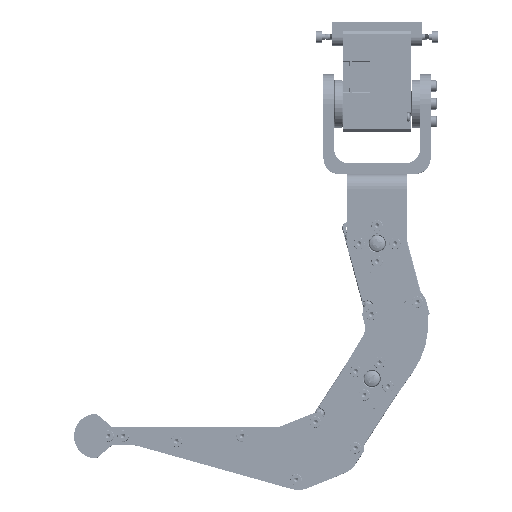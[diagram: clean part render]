
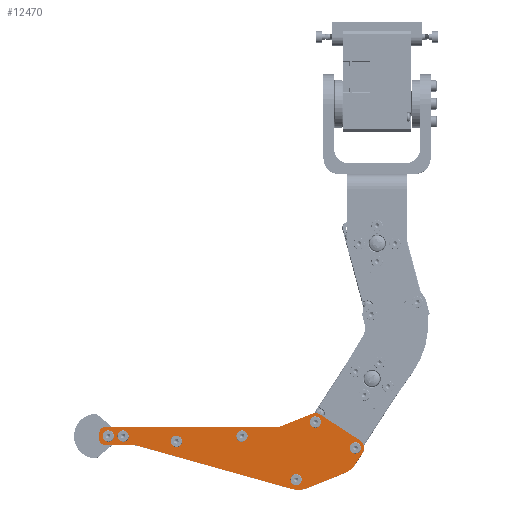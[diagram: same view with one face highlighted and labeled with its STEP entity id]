
A CAD part, top view. The second image highlights one B-rep face of the part: STEP entity #12470.
In plain terms, the highlighted face is planar.
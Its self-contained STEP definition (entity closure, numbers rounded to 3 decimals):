
#718=FACE_BOUND('',#2568,.T.);
#719=FACE_BOUND('',#2569,.T.);
#720=FACE_BOUND('',#2570,.T.);
#721=FACE_BOUND('',#2571,.T.);
#722=FACE_BOUND('',#2572,.T.);
#723=FACE_BOUND('',#2573,.T.);
#724=FACE_BOUND('',#2574,.T.);
#1120=PLANE('',#13905);
#1739=FACE_OUTER_BOUND('',#2567,.T.);
#2567=EDGE_LOOP('',(#11239,#11240,#11241,#11242,#11243,#11244,#11245,#11246,
#11247,#11248,#11249,#11250,#11251,#11252,#11253,#11254));
#2568=EDGE_LOOP('',(#11255));
#2569=EDGE_LOOP('',(#11256));
#2570=EDGE_LOOP('',(#11257));
#2571=EDGE_LOOP('',(#11258));
#2572=EDGE_LOOP('',(#11259));
#2573=EDGE_LOOP('',(#11260));
#2574=EDGE_LOOP('',(#11261));
#3709=LINE('',#20899,#4879);
#3714=LINE('',#20912,#4884);
#3717=LINE('',#20921,#4887);
#3722=LINE('',#20932,#4892);
#3725=LINE('',#20940,#4895);
#3733=LINE('',#20970,#4903);
#3735=LINE('',#20977,#4905);
#3737=LINE('',#20982,#4907);
#4879=VECTOR('',#17129,10.);
#4884=VECTOR('',#17144,10.);
#4887=VECTOR('',#17153,10.);
#4892=VECTOR('',#17164,10.);
#4895=VECTOR('',#17173,10.);
#4903=VECTOR('',#17211,10.);
#4905=VECTOR('',#17219,10.);
#4907=VECTOR('',#17227,10.);
#5383=CIRCLE('',#13853,2.);
#5398=CIRCLE('',#13871,2.);
#5399=CIRCLE('',#13873,8.);
#5400=CIRCLE('',#13876,8.);
#5401=CIRCLE('',#13879,8.);
#5402=CIRCLE('',#13882,8.);
#5403=CIRCLE('',#13885,1.);
#5404=CIRCLE('',#13887,1.);
#5405=CIRCLE('',#13889,1.);
#5406=CIRCLE('',#13891,1.);
#5407=CIRCLE('',#13893,1.);
#5408=CIRCLE('',#13895,1.);
#5409=CIRCLE('',#13897,1.);
#5410=CIRCLE('',#13900,3.);
#5411=CIRCLE('',#13903,3.);
#6430=VERTEX_POINT('',#20848);
#6431=VERTEX_POINT('',#20850);
#6453=VERTEX_POINT('',#20898);
#6454=VERTEX_POINT('',#20902);
#6455=VERTEX_POINT('',#20906);
#6456=VERTEX_POINT('',#20907);
#6457=VERTEX_POINT('',#20914);
#6458=VERTEX_POINT('',#20915);
#6459=VERTEX_POINT('',#20920);
#6460=VERTEX_POINT('',#20924);
#6461=VERTEX_POINT('',#20926);
#6462=VERTEX_POINT('',#20930);
#6463=VERTEX_POINT('',#20934);
#6464=VERTEX_POINT('',#20936);
#6465=VERTEX_POINT('',#20942);
#6466=VERTEX_POINT('',#20946);
#6467=VERTEX_POINT('',#20950);
#6468=VERTEX_POINT('',#20954);
#6469=VERTEX_POINT('',#20958);
#6470=VERTEX_POINT('',#20962);
#6471=VERTEX_POINT('',#20966);
#6472=VERTEX_POINT('',#20972);
#6473=VERTEX_POINT('',#20976);
#8028=EDGE_CURVE('',#6430,#6431,#5383,.T.);
#8052=EDGE_CURVE('',#6431,#6453,#3709,.T.);
#8054=EDGE_CURVE('',#6453,#6454,#5398,.T.);
#8056=EDGE_CURVE('',#6455,#6456,#5399,.T.);
#8059=EDGE_CURVE('',#6456,#6430,#3714,.T.);
#8060=EDGE_CURVE('',#6457,#6458,#5400,.T.);
#8063=EDGE_CURVE('',#6458,#6459,#3717,.T.);
#8066=EDGE_CURVE('',#6460,#6461,#5401,.T.);
#8069=EDGE_CURVE('',#6462,#6460,#3722,.T.);
#8071=EDGE_CURVE('',#6463,#6464,#5402,.T.);
#8073=EDGE_CURVE('',#6464,#6455,#3725,.T.);
#8075=EDGE_CURVE('',#6465,#6465,#5403,.T.);
#8077=EDGE_CURVE('',#6466,#6466,#5404,.T.);
#8079=EDGE_CURVE('',#6467,#6467,#5405,.T.);
#8081=EDGE_CURVE('',#6468,#6468,#5406,.T.);
#8083=EDGE_CURVE('',#6469,#6469,#5407,.T.);
#8085=EDGE_CURVE('',#6470,#6470,#5408,.T.);
#8087=EDGE_CURVE('',#6471,#6471,#5409,.T.);
#8088=EDGE_CURVE('',#6461,#6463,#3733,.T.);
#8089=EDGE_CURVE('',#6472,#6462,#5410,.T.);
#8091=EDGE_CURVE('',#6473,#6472,#3735,.T.);
#8093=EDGE_CURVE('',#6459,#6473,#5411,.T.);
#8094=EDGE_CURVE('',#6454,#6457,#3737,.T.);
#11239=ORIENTED_EDGE('',*,*,#8028,.F.);
#11240=ORIENTED_EDGE('',*,*,#8059,.F.);
#11241=ORIENTED_EDGE('',*,*,#8056,.F.);
#11242=ORIENTED_EDGE('',*,*,#8073,.F.);
#11243=ORIENTED_EDGE('',*,*,#8071,.F.);
#11244=ORIENTED_EDGE('',*,*,#8088,.F.);
#11245=ORIENTED_EDGE('',*,*,#8066,.F.);
#11246=ORIENTED_EDGE('',*,*,#8069,.F.);
#11247=ORIENTED_EDGE('',*,*,#8089,.F.);
#11248=ORIENTED_EDGE('',*,*,#8091,.F.);
#11249=ORIENTED_EDGE('',*,*,#8093,.F.);
#11250=ORIENTED_EDGE('',*,*,#8063,.F.);
#11251=ORIENTED_EDGE('',*,*,#8060,.F.);
#11252=ORIENTED_EDGE('',*,*,#8094,.F.);
#11253=ORIENTED_EDGE('',*,*,#8054,.F.);
#11254=ORIENTED_EDGE('',*,*,#8052,.F.);
#11255=ORIENTED_EDGE('',*,*,#8087,.F.);
#11256=ORIENTED_EDGE('',*,*,#8085,.F.);
#11257=ORIENTED_EDGE('',*,*,#8083,.F.);
#11258=ORIENTED_EDGE('',*,*,#8081,.F.);
#11259=ORIENTED_EDGE('',*,*,#8079,.F.);
#11260=ORIENTED_EDGE('',*,*,#8077,.F.);
#11261=ORIENTED_EDGE('',*,*,#8075,.F.);
#12470=ADVANCED_FACE('',(#1739,#718,#719,#720,#721,#722,#723,#724),#1120,
 .F.);
#13853=AXIS2_PLACEMENT_3D('',#20851,#17086,#17087);
#13871=AXIS2_PLACEMENT_3D('',#20903,#17133,#17134);
#13873=AXIS2_PLACEMENT_3D('',#20908,#17138,#17139);
#13876=AXIS2_PLACEMENT_3D('',#20916,#17147,#17148);
#13879=AXIS2_PLACEMENT_3D('',#20927,#17158,#17159);
#13882=AXIS2_PLACEMENT_3D('',#20937,#17168,#17169);
#13885=AXIS2_PLACEMENT_3D('',#20944,#17177,#17178);
#13887=AXIS2_PLACEMENT_3D('',#20948,#17182,#17183);
#13889=AXIS2_PLACEMENT_3D('',#20952,#17187,#17188);
#13891=AXIS2_PLACEMENT_3D('',#20956,#17192,#17193);
#13893=AXIS2_PLACEMENT_3D('',#20960,#17197,#17198);
#13895=AXIS2_PLACEMENT_3D('',#20964,#17202,#17203);
#13897=AXIS2_PLACEMENT_3D('',#20968,#17207,#17208);
#13900=AXIS2_PLACEMENT_3D('',#20973,#17214,#17215);
#13903=AXIS2_PLACEMENT_3D('',#20980,#17223,#17224);
#13905=AXIS2_PLACEMENT_3D('',#20983,#17228,#17229);
#17086=DIRECTION('center_axis',(0.,0.,1.));
#17087=DIRECTION('ref_axis',(0.208,-0.978,0.));
#17129=DIRECTION('',(0.545,0.839,0.));
#17133=DIRECTION('center_axis',(0.,0.,1.));
#17134=DIRECTION('ref_axis',(0.978,0.208,0.));
#17138=DIRECTION('center_axis',(0.,0.,-1.));
#17139=DIRECTION('ref_axis',(0.425,0.905,0.));
#17144=DIRECTION('',(0.839,-0.545,0.));
#17147=DIRECTION('center_axis',(0.,0.,-1.));
#17148=DIRECTION('ref_axis',(-0.695,-0.719,0.));
#17153=DIRECTION('',(-0.574,0.819,0.));
#17158=DIRECTION('center_axis',(0.,0.,1.));
#17159=DIRECTION('ref_axis',(-0.954,-0.301,0.));
#17164=DIRECTION('',(0.,-1.,0.));
#17168=DIRECTION('center_axis',(0.,0.,1.));
#17169=DIRECTION('ref_axis',(-0.59,-0.807,0.));
#17173=DIRECTION('',(0.954,-0.298,0.));
#17177=DIRECTION('center_axis',(0.,0.,-1.));
#17178=DIRECTION('ref_axis',(-1.,0.,0.));
#17182=DIRECTION('center_axis',(0.,0.,-1.));
#17183=DIRECTION('ref_axis',(-1.,0.,0.));
#17187=DIRECTION('center_axis',(0.,0.,-1.));
#17188=DIRECTION('ref_axis',(-1.,0.,0.));
#17192=DIRECTION('center_axis',(0.,0.,-1.));
#17193=DIRECTION('ref_axis',(-1.,0.,0.));
#17197=DIRECTION('center_axis',(0.,0.,-1.));
#17198=DIRECTION('ref_axis',(-1.,0.,0.));
#17202=DIRECTION('center_axis',(0.,0.,-1.));
#17203=DIRECTION('ref_axis',(-1.,0.,0.));
#17207=DIRECTION('center_axis',(0.,0.,-1.));
#17208=DIRECTION('ref_axis',(-1.,0.,0.));
#17211=DIRECTION('',(0.574,-0.819,0.));
#17214=DIRECTION('center_axis',(0.,0.,1.));
#17215=DIRECTION('ref_axis',(1.,0.,0.));
#17219=DIRECTION('',(-1.,0.,0.));
#17223=DIRECTION('center_axis',(0.,0.,1.));
#17224=DIRECTION('ref_axis',(1.,0.,0.));
#17227=DIRECTION('',(-0.839,0.545,0.));
#17228=DIRECTION('center_axis',(0.,0.,1.));
#17229=DIRECTION('ref_axis',(1.,0.,0.));
#20848=CARTESIAN_POINT('',(74.055,-47.951,0.));
#20850=CARTESIAN_POINT('',(76.821,-47.363,0.));
#20851=CARTESIAN_POINT('Origin',(75.144,-46.273,0.));
#20898=CARTESIAN_POINT('',(77.911,-45.685,0.));
#20899=CARTESIAN_POINT('',(75.732,-49.04,0.));
#20902=CARTESIAN_POINT('',(77.323,-42.919,0.));
#20903=CARTESIAN_POINT('Origin',(76.233,-44.596,0.));
#20906=CARTESIAN_POINT('',(64.619,-42.176,0.));
#20907=CARTESIAN_POINT('',(66.59,-43.103,0.));
#20908=CARTESIAN_POINT('Origin',(62.233,-49.812,0.));
#20912=CARTESIAN_POINT('',(65.668,-42.504,0.));
#20914=CARTESIAN_POINT('',(29.645,-11.956,0.));
#20915=CARTESIAN_POINT('',(27.448,-9.835,0.));
#20916=CARTESIAN_POINT('Origin',(34.002,-5.247,0.));
#20920=CARTESIAN_POINT('',(21.457,-1.279,0.));
#20921=CARTESIAN_POINT('',(28.34,-11.109,0.));
#20924=CARTESIAN_POINT('',(0.,-7.478,0.));
#20926=CARTESIAN_POINT('',(1.447,-12.066,0.));
#20927=CARTESIAN_POINT('Origin',(8.,-7.478,0.));
#20930=CARTESIAN_POINT('',(0.,-3.,0.));
#20932=CARTESIAN_POINT('',(0.,-3.,0.));
#20934=CARTESIAN_POINT('',(9.177,-23.107,0.));
#20936=CARTESIAN_POINT('',(13.345,-26.154,0.));
#20937=CARTESIAN_POINT('Origin',(15.731,-18.518,0.));
#20940=CARTESIAN_POINT('',(10.742,-25.341,0.));
#20942=CARTESIAN_POINT('',(75.85,-44.89,0.));
#20944=CARTESIAN_POINT('Origin',(74.85,-44.89,0.));
#20946=CARTESIAN_POINT('',(71.657,-42.167,0.));
#20948=CARTESIAN_POINT('Origin',(70.657,-42.167,0.));
#20950=CARTESIAN_POINT('',(55.673,-33.89,0.));
#20952=CARTESIAN_POINT('Origin',(54.673,-33.89,0.));
#20954=CARTESIAN_POINT('',(38.137,-20.399,0.));
#20956=CARTESIAN_POINT('Origin',(37.137,-20.399,0.));
#20958=CARTESIAN_POINT('',(14.859,-22.819,0.));
#20960=CARTESIAN_POINT('Origin',(13.859,-22.819,0.));
#20962=CARTESIAN_POINT('',(20.,-3.,0.));
#20964=CARTESIAN_POINT('Origin',(19.,-3.,0.));
#20966=CARTESIAN_POINT('',(4.,-3.,0.));
#20968=CARTESIAN_POINT('Origin',(3.,-3.,0.));
#20970=CARTESIAN_POINT('',(0.,-10.,0.));
#20972=CARTESIAN_POINT('',(3.,0.,0.));
#20973=CARTESIAN_POINT('Origin',(3.,-3.,0.));
#20976=CARTESIAN_POINT('',(19.,0.,0.));
#20977=CARTESIAN_POINT('',(22.,0.,0.));
#20980=CARTESIAN_POINT('Origin',(19.,-3.,0.));
#20982=CARTESIAN_POINT('',(79.,-44.008,0.));
#20983=CARTESIAN_POINT('Origin',(39.5,-24.52,0.));
